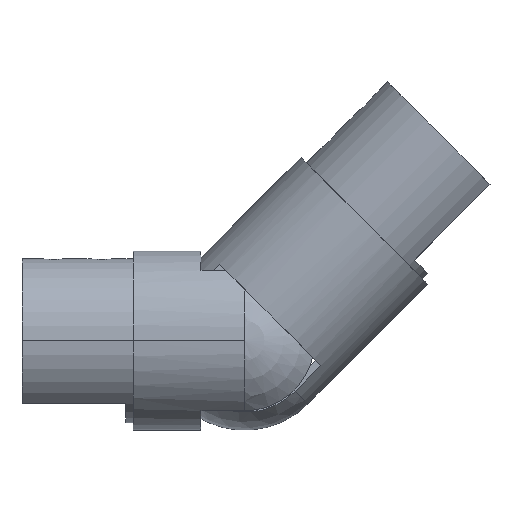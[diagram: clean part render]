
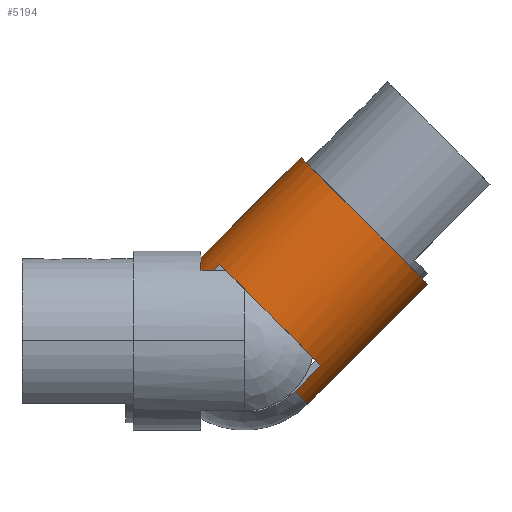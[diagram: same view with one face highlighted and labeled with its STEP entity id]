
A CAD part, top view. The second image highlights one B-rep face of the part: STEP entity #5194.
In plain terms, the highlighted cylindrical face has radius 24.15 mm (diameter 48.3 mm), a partial arc.
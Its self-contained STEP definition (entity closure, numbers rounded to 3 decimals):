
#15 = ORIENTED_EDGE ( 'NONE', *, *, #8036, .F. ) ;
#143 = CARTESIAN_POINT ( 'NONE',  ( 17.077, -17.077, 0. ) ) ;
#207 = CIRCLE ( 'NONE', #4085, 24.15 ) ;
#226 = DIRECTION ( 'NONE',  ( 0.707, -0.707, 0. ) ) ;
#340 = EDGE_CURVE ( 'NONE', #1096, #1016, #1902, .T. ) ;
#362 = DIRECTION ( 'NONE',  ( 0.707, -0.707, 0. ) ) ;
#391 = EDGE_CURVE ( 'NONE', #3325, #6830, #2437, .T. ) ;
#714 = AXIS2_PLACEMENT_3D ( 'NONE', #1263, #1871, #4947 ) ;
#717 = CARTESIAN_POINT ( 'NONE',  ( 6.922, 6.922, 0. ) ) ;
#880 = CARTESIAN_POINT ( 'NONE',  ( 20.578, -6.734, 14.5 ) ) ;
#951 = DIRECTION ( 'NONE',  ( -0.707, -0.707, 0. ) ) ;
#1016 = VERTEX_POINT ( 'NONE', #5642 ) ;
#1096 = VERTEX_POINT ( 'NONE', #4588 ) ;
#1230 = EDGE_CURVE ( 'NONE', #1016, #2696, #4624, .T. ) ;
#1263 = CARTESIAN_POINT ( 'NONE',  ( 32.313, 32.313, 0. ) ) ;
#1451 = CARTESIAN_POINT ( 'NONE',  ( 13.656, -13.656, 14.5 ) ) ;
#1452 = LINE ( 'NONE', #3875, #1648 ) ;
#1511 = VECTOR ( 'NONE', #1830, 1000. ) ;
#1648 = VECTOR ( 'NONE', #7568, 1000. ) ;
#1830 = DIRECTION ( 'NONE',  ( 0.707, 0.707, 0. ) ) ;
#1871 = DIRECTION ( 'NONE',  ( -0.707, -0.707, 0. ) ) ;
#1900 = DIRECTION ( 'NONE',  ( 0.707, 0.707, 0. ) ) ;
#1902 = CIRCLE ( 'NONE', #714, 24.15 ) ;
#1979 = CARTESIAN_POINT ( 'NONE',  ( -17.077, 17.077, 0. ) ) ;
#2120 = DIRECTION ( 'NONE',  ( -0.707, -0.707, 0. ) ) ;
#2142 = ORIENTED_EDGE ( 'NONE', *, *, #3024, .T. ) ;
#2437 = LINE ( 'NONE', #2481, #1511 ) ;
#2481 = CARTESIAN_POINT ( 'NONE',  ( -13.656, 13.656, 14.5 ) ) ;
#2696 = VERTEX_POINT ( 'NONE', #1979 ) ;
#2704 = CARTESIAN_POINT ( 'NONE',  ( -13.656, 13.656, 14.5 ) ) ;
#2739 = VERTEX_POINT ( 'NONE', #143 ) ;
#2767 = CARTESIAN_POINT ( 'NONE',  ( -17.077, 17.077, 0. ) ) ;
#2769 = ORIENTED_EDGE ( 'NONE', *, *, #3219, .F. ) ;
#2774 = EDGE_CURVE ( 'NONE', #6830, #4510, #207, .T. ) ;
#3024 = EDGE_CURVE ( 'NONE', #4510, #5514, #4070, .T. ) ;
#3070 = DIRECTION ( 'NONE',  ( -0.707, -0.707, 0. ) ) ;
#3186 = DIRECTION ( 'NONE',  ( -0.707, 0.707, 0. ) ) ;
#3219 = EDGE_CURVE ( 'NONE', #2739, #5514, #3500, .T. ) ;
#3325 = VERTEX_POINT ( 'NONE', #2704 ) ;
#3500 = CIRCLE ( 'NONE', #5961, 24.15 ) ;
#3701 = ORIENTED_EDGE ( 'NONE', *, *, #3716, .F. ) ;
#3716 = EDGE_CURVE ( 'NONE', #3325, #2696, #5441, .T. ) ;
#3717 = CARTESIAN_POINT ( 'NONE',  ( 0., 0., 0. ) ) ;
#3845 = VECTOR ( 'NONE', #951, 1000. ) ;
#3875 = CARTESIAN_POINT ( 'NONE',  ( 17.077, -17.077, 0. ) ) ;
#4054 = ORIENTED_EDGE ( 'NONE', *, *, #340, .T. ) ;
#4070 = LINE ( 'NONE', #1451, #3845 ) ;
#4085 = AXIS2_PLACEMENT_3D ( 'NONE', #717, #1900, #3186 ) ;
#4510 = VERTEX_POINT ( 'NONE', #880 ) ;
#4588 = CARTESIAN_POINT ( 'NONE',  ( 49.389, 15.236, 0. ) ) ;
#4605 = DIRECTION ( 'NONE',  ( -0.707, -0.707, 0. ) ) ;
#4613 = CARTESIAN_POINT ( 'NONE',  ( -6.734, 20.578, 14.5 ) ) ;
#4624 = LINE ( 'NONE', #2767, #5895 ) ;
#4683 = CARTESIAN_POINT ( 'NONE',  ( 0., 0., 0. ) ) ;
#4796 = AXIS2_PLACEMENT_3D ( 'NONE', #6598, #5993, #362 ) ;
#4811 = DIRECTION ( 'NONE',  ( 0.707, -0.707, 0. ) ) ;
#4947 = DIRECTION ( 'NONE',  ( 0.707, -0.707, 0. ) ) ;
#5194 = ADVANCED_FACE ( 'NONE', ( #6720 ), #6674, .T. ) ;
#5441 = CIRCLE ( 'NONE', #4796, 24.15 ) ;
#5514 = VERTEX_POINT ( 'NONE', #8004 ) ;
#5571 = AXIS2_PLACEMENT_3D ( 'NONE', #3717, #3070, #4811 ) ;
#5642 = CARTESIAN_POINT ( 'NONE',  ( 15.236, 49.389, 0. ) ) ;
#5895 = VECTOR ( 'NONE', #2120, 1000. ) ;
#5961 = AXIS2_PLACEMENT_3D ( 'NONE', #4683, #4605, #226 ) ;
#5993 = DIRECTION ( 'NONE',  ( -0.707, -0.707, 0. ) ) ;
#6051 = EDGE_LOOP ( 'NONE', ( #4054, #6060, #3701, #7641, #7030, #2142, #2769, #15 ) ) ;
#6060 = ORIENTED_EDGE ( 'NONE', *, *, #1230, .T. ) ;
#6598 = CARTESIAN_POINT ( 'NONE',  ( 0., 0., 0. ) ) ;
#6674 = CYLINDRICAL_SURFACE ( 'NONE', #5571, 24.15 ) ;
#6720 = FACE_OUTER_BOUND ( 'NONE', #6051, .T. ) ;
#6830 = VERTEX_POINT ( 'NONE', #4613 ) ;
#7030 = ORIENTED_EDGE ( 'NONE', *, *, #2774, .T. ) ;
#7568 = DIRECTION ( 'NONE',  ( -0.707, -0.707, 0. ) ) ;
#7641 = ORIENTED_EDGE ( 'NONE', *, *, #391, .T. ) ;
#8004 = CARTESIAN_POINT ( 'NONE',  ( 13.656, -13.656, 14.5 ) ) ;
#8036 = EDGE_CURVE ( 'NONE', #1096, #2739, #1452, .T. ) ;
